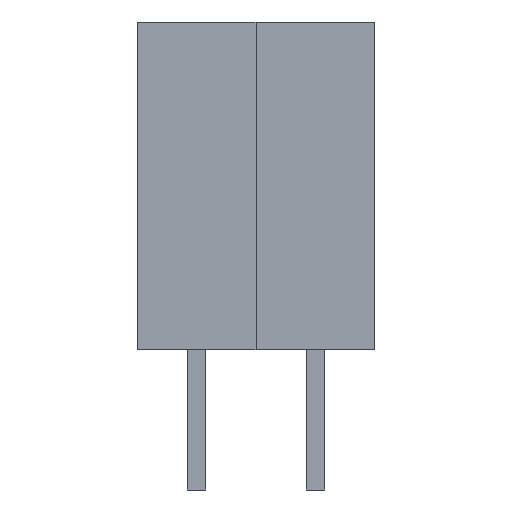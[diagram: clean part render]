
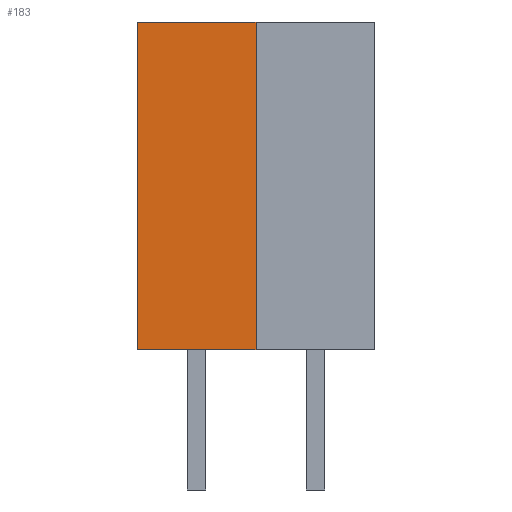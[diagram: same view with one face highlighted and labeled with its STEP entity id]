
A CAD part, front view. The second image highlights one B-rep face of the part: STEP entity #183.
In plain terms, the highlighted planar face has unit normal (0, -1, 0).
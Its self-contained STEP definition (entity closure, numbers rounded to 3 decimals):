
#13=DIRECTION('',(0.,0.,1.));
#14=DIRECTION('',(1.,0.,0.));
#159=EDGE_CURVE('',#160,#162,#164,.T.);
#160=VERTEX_POINT('',#161);
#161=CARTESIAN_POINT('',(-1.27,-1.271,0.));
#162=VERTEX_POINT('',#163);
#163=CARTESIAN_POINT('',(-1.27,-1.271,7.));
#164=LINE('',#161,#165);
#165=VECTOR('',#13,1.);
#172=DIRECTION('',(0.,1.,0.));
#183=ADVANCED_FACE('',(#184),#201,.F.);
#184=FACE_BOUND('',#185,.F.);
#185=EDGE_LOOP('',(#186,#192,#193,#198));
#186=ORIENTED_EDGE('',*,*,#187,.F.);
#187=EDGE_CURVE('',#160,#188,#190,.T.);
#188=VERTEX_POINT('',#189);
#189=CARTESIAN_POINT('',(1.27,-1.271,0.));
#190=LINE('',#161,#191);
#191=VECTOR('',#14,1.);
#192=ORIENTED_EDGE('',*,*,#159,.T.);
#193=ORIENTED_EDGE('',*,*,#194,.T.);
#194=EDGE_CURVE('',#162,#195,#197,.T.);
#195=VERTEX_POINT('',#196);
#196=CARTESIAN_POINT('',(1.27,-1.271,7.));
#197=LINE('',#163,#191);
#198=ORIENTED_EDGE('',*,*,#199,.F.);
#199=EDGE_CURVE('',#188,#195,#200,.T.);
#200=LINE('',#189,#165);
#201=PLANE('',#202);
#202=AXIS2_PLACEMENT_3D('',#161,#172,#13);
